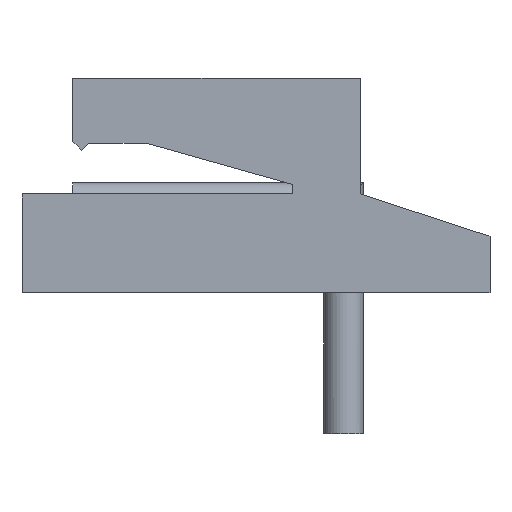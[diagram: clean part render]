
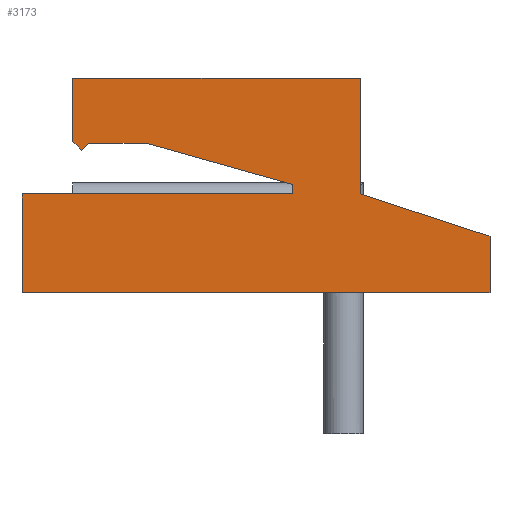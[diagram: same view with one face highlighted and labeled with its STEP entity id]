
A CAD part, left-side view. The second image highlights one B-rep face of the part: STEP entity #3173.
In plain terms, the highlighted planar face has unit normal (-1, 0, 0).
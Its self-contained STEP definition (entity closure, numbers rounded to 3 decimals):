
#646 = CARTESIAN_POINT ( 'NONE',  ( 0., 3.795, 2.651 ) ) ;
#647 = DIRECTION ( 'NONE',  ( 0., 0.962, 0.272 ) ) ;
#648 = VECTOR ( 'NONE', #647, 1000. ) ;
#649 = CARTESIAN_POINT ( 'NONE',  ( 0., 0.58, 1.744 ) ) ;
#650 = LINE ( 'NONE', #649, #648 ) ;
#651 = DIRECTION ( 'NONE',  ( 0., 1., 0. ) ) ;
#652 = VECTOR ( 'NONE', #651, 1000. ) ;
#653 = CARTESIAN_POINT ( 'NONE',  ( 0., 0., 2.651 ) ) ;
#654 = LINE ( 'NONE', #653, #652 ) ;
#661 = CARTESIAN_POINT ( 'NONE',  ( 0., 5.1, 3.8 ) ) ;
#708 = DIRECTION ( 'NONE',  ( 0., 1., 0. ) ) ;
#709 = VECTOR ( 'NONE', #708, 1000. ) ;
#710 = CARTESIAN_POINT ( 'NONE',  ( 0., 6., 1.75 ) ) ;
#711 = LINE ( 'NONE', #710, #709 ) ;
#713 = CARTESIAN_POINT ( 'NONE',  ( 0., 6., 1.75 ) ) ;
#728 = CARTESIAN_POINT ( 'NONE',  ( 0., 1.2, 1.75 ) ) ;
#758 = VERTEX_POINT ( 'NONE', #728 ) ;
#765 = VERTEX_POINT ( 'NONE', #713 ) ;
#767 = EDGE_CURVE ( 'NONE', #758, #765, #711, .T. ) ;
#774 = VERTEX_POINT ( 'NONE', #661 ) ;
#778 = EDGE_CURVE ( 'NONE', #781, #785, #654, .T. ) ;
#780 = EDGE_CURVE ( 'NONE', #3263, #781, #650, .T. ) ;
#781 = VERTEX_POINT ( 'NONE', #646 ) ;
#785 = VERTEX_POINT ( 'NONE', #1343 ) ;
#1343 = CARTESIAN_POINT ( 'NONE',  ( 0., 4.821, 2.651 ) ) ;
#1372 = CARTESIAN_POINT ( 'NONE',  ( 0., 0., 3.8 ) ) ;
#1467 = CARTESIAN_POINT ( 'NONE',  ( 0., 0., 1.75 ) ) ;
#1484 = DIRECTION ( 'NONE',  ( 0., 0., -1. ) ) ;
#1485 = VECTOR ( 'NONE', #1484, 1000. ) ;
#1486 = CARTESIAN_POINT ( 'NONE',  ( 0., 0., 3.8 ) ) ;
#1487 = LINE ( 'NONE', #1486, #1485 ) ;
#1731 = FACE_OUTER_BOUND ( 'NONE', #3174, .T. ) ;
#1774 = DIRECTION ( 'NONE',  ( 0., 0., -1. ) ) ;
#1775 = DIRECTION ( 'NONE',  ( 1., 0., 0. ) ) ;
#1776 = CARTESIAN_POINT ( 'NONE',  ( 0., 0., 3.8 ) ) ;
#1777 = AXIS2_PLACEMENT_3D ( 'NONE', #1776, #1775, #1774 ) ;
#1779 = PLANE ( 'NONE',  #1777 ) ;
#1791 = CARTESIAN_POINT ( 'NONE',  ( 0., 6., 0. ) ) ;
#1792 = DIRECTION ( 'NONE',  ( 0., -1., 0. ) ) ;
#1793 = VECTOR ( 'NONE', #1792, 1000. ) ;
#1794 = CARTESIAN_POINT ( 'NONE',  ( 0., 0., 0. ) ) ;
#1795 = LINE ( 'NONE', #1794, #1793 ) ;
#1796 = CARTESIAN_POINT ( 'NONE',  ( 0., -2.3, 0. ) ) ;
#1813 = LINE ( 'NONE', #1870, #1869 ) ;
#1849 = DIRECTION ( 'NONE',  ( 0., 0.951, 0.31 ) ) ;
#1850 = VECTOR ( 'NONE', #1849, 1000. ) ;
#1851 = CARTESIAN_POINT ( 'NONE',  ( 0., 0., 1.75 ) ) ;
#1852 = LINE ( 'NONE', #1851, #1850 ) ;
#1854 = CARTESIAN_POINT ( 'NONE',  ( 0., -2.3, 1. ) ) ;
#1855 = DIRECTION ( 'NONE',  ( 0., 0., 1. ) ) ;
#1856 = VECTOR ( 'NONE', #1855, 1000. ) ;
#1857 = CARTESIAN_POINT ( 'NONE',  ( 0., -2.3, 1. ) ) ;
#1858 = LINE ( 'NONE', #1857, #1856 ) ;
#1859 = CARTESIAN_POINT ( 'NONE',  ( 0., 4.945, 2.526 ) ) ;
#1860 = DIRECTION ( 'NONE',  ( 0., 0.707, -0.707 ) ) ;
#1861 = VECTOR ( 'NONE', #1860, 1000. ) ;
#1862 = CARTESIAN_POINT ( 'NONE',  ( 0., 1.836, 5.636 ) ) ;
#1863 = LINE ( 'NONE', #1862, #1861 ) ;
#1868 = DIRECTION ( 'NONE',  ( 0., 0.707, 0.707 ) ) ;
#1869 = VECTOR ( 'NONE', #1868, 1000. ) ;
#1870 = CARTESIAN_POINT ( 'NONE',  ( 0., 3.109, 0.691 ) ) ;
#1900 = LINE ( 'NONE', #1955, #1954 ) ;
#1905 = DIRECTION ( 'NONE',  ( 0., -1., 0. ) ) ;
#1906 = VECTOR ( 'NONE', #1905, 1000. ) ;
#1907 = CARTESIAN_POINT ( 'NONE',  ( 0., 0., 3.8 ) ) ;
#1908 = LINE ( 'NONE', #1907, #1906 ) ;
#1914 = DIRECTION ( 'NONE',  ( 0., 0., -1. ) ) ;
#1915 = VECTOR ( 'NONE', #1914, 1000. ) ;
#1916 = CARTESIAN_POINT ( 'NONE',  ( 0., 6., 3.8 ) ) ;
#1921 = LINE ( 'NONE', #1916, #1915 ) ;
#1938 = DIRECTION ( 'NONE',  ( 0., 0., -1. ) ) ;
#1939 = VECTOR ( 'NONE', #1938, 1000. ) ;
#1940 = CARTESIAN_POINT ( 'NONE',  ( 0., 5.1, 3.8 ) ) ;
#1941 = LINE ( 'NONE', #1940, #1939 ) ;
#1943 = CARTESIAN_POINT ( 'NONE',  ( 0., 5.1, 2.681 ) ) ;
#1952 = CARTESIAN_POINT ( 'NONE',  ( 0., 1.2, 1.918 ) ) ;
#1953 = DIRECTION ( 'NONE',  ( 0., 0., 1. ) ) ;
#1954 = VECTOR ( 'NONE', #1953, 1000. ) ;
#1955 = CARTESIAN_POINT ( 'NONE',  ( 0., 1.2, 3.8 ) ) ;
#3033 = VERTEX_POINT ( 'NONE', #1372 ) ;
#3067 = VERTEX_POINT ( 'NONE', #1467 ) ;
#3090 = EDGE_CURVE ( 'NONE', #3033, #3067, #1487, .T. ) ;
#3173 = ADVANCED_FACE ( 'NONE', ( #1731 ), #1779, .F. ) ;
#3174 = EDGE_LOOP ( 'NONE', ( #3248, #3243, #3242, #3232, #3233, #3236, #3229, #3253, #3255, #3256, #3257, #3258, #3238 ) ) ;
#3203 = VERTEX_POINT ( 'NONE', #1796 ) ;
#3205 = EDGE_CURVE ( 'NONE', #3206, #3203, #1795, .T. ) ;
#3206 = VERTEX_POINT ( 'NONE', #1791 ) ;
#3225 = EDGE_CURVE ( 'NONE', #3231, #3270, #1813, .T. ) ;
#3229 = ORIENTED_EDGE ( 'NONE', *, *, #3090, .F. ) ;
#3230 = EDGE_CURVE ( 'NONE', #785, #3231, #1863, .T. ) ;
#3231 = VERTEX_POINT ( 'NONE', #1859 ) ;
#3232 = ORIENTED_EDGE ( 'NONE', *, *, #3205, .T. ) ;
#3233 = ORIENTED_EDGE ( 'NONE', *, *, #3234, .T. ) ;
#3234 = EDGE_CURVE ( 'NONE', #3203, #3235, #1858, .T. ) ;
#3235 = VERTEX_POINT ( 'NONE', #1854 ) ;
#3236 = ORIENTED_EDGE ( 'NONE', *, *, #3237, .T. ) ;
#3237 = EDGE_CURVE ( 'NONE', #3235, #3067, #1852, .T. ) ;
#3238 = ORIENTED_EDGE ( 'NONE', *, *, #780, .F. ) ;
#3242 = ORIENTED_EDGE ( 'NONE', *, *, #3249, .T. ) ;
#3243 = ORIENTED_EDGE ( 'NONE', *, *, #767, .T. ) ;
#3248 = ORIENTED_EDGE ( 'NONE', *, *, #3262, .F. ) ;
#3249 = EDGE_CURVE ( 'NONE', #765, #3206, #1921, .T. ) ;
#3253 = ORIENTED_EDGE ( 'NONE', *, *, #3254, .F. ) ;
#3254 = EDGE_CURVE ( 'NONE', #774, #3033, #1908, .T. ) ;
#3255 = ORIENTED_EDGE ( 'NONE', *, *, #3272, .T. ) ;
#3256 = ORIENTED_EDGE ( 'NONE', *, *, #3225, .F. ) ;
#3257 = ORIENTED_EDGE ( 'NONE', *, *, #3230, .F. ) ;
#3258 = ORIENTED_EDGE ( 'NONE', *, *, #778, .F. ) ;
#3262 = EDGE_CURVE ( 'NONE', #758, #3263, #1900, .T. ) ;
#3263 = VERTEX_POINT ( 'NONE', #1952 ) ;
#3270 = VERTEX_POINT ( 'NONE', #1943 ) ;
#3272 = EDGE_CURVE ( 'NONE', #774, #3270, #1941, .T. ) ;
